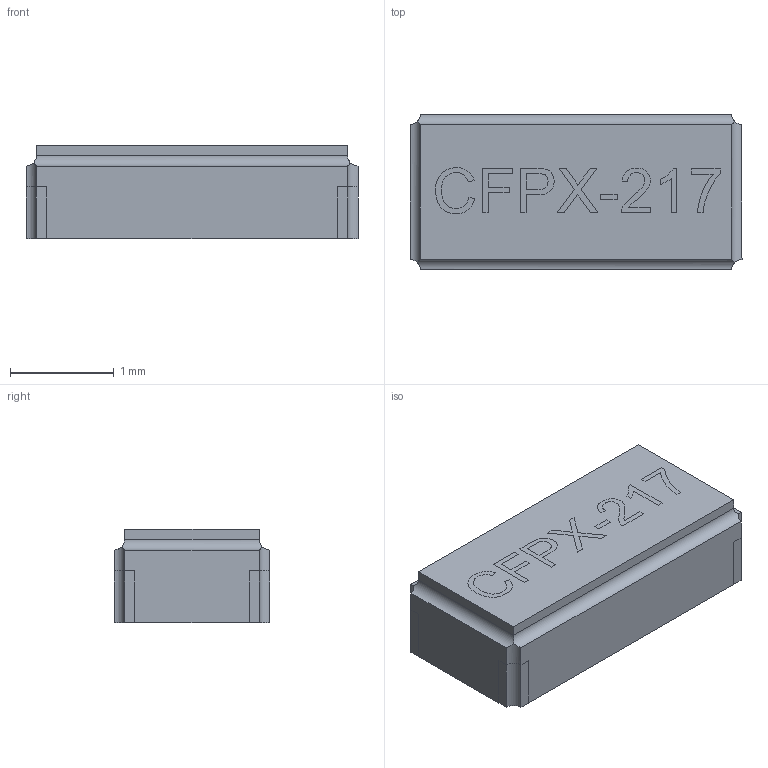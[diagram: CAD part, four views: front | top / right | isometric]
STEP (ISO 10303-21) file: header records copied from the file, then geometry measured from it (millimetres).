
FILE_DESCRIPTION(/* description */ (''),/* implementation_level */ '2;1');
FILE_NAME(/* name */ 'CFPX-217.step',/* time_stamp */ '2019-06-02T13:18:28+02:00',/* author */ (''),/* organization */ (''),/* preprocessor_version */ 'ST-DEVELOPER v18',/* originating_system */ 'Autodesk Translation Framework v8.2.0.1029',/* authorisation */ '');
FILE_SCHEMA (('AUTOMOTIVE_DESIGN { 1 0 10303 214 3 1 1 }'));
Length unit declared in the file: millimetre
Products named in the file (1): CFPX-217
Bounding box: 3.2 x 1.5 x 0.9 mm (x, y, z)
Volume: 4.1 mm3; surface area: 29.3 mm2
Topology: 11 solids, 11 shells, 323 faces, 872 edges, 580 vertices
Faces by surface type: plane 185, bspline 126, cylinder 12
Entity records: 11246 total; most frequent: CARTESIAN_POINT 3918, ORIENTED_EDGE 1744, DIRECTION 1040, EDGE_CURVE 872, LINE 596, VECTOR 596, VERTEX_POINT 580, EDGE_LOOP 334
